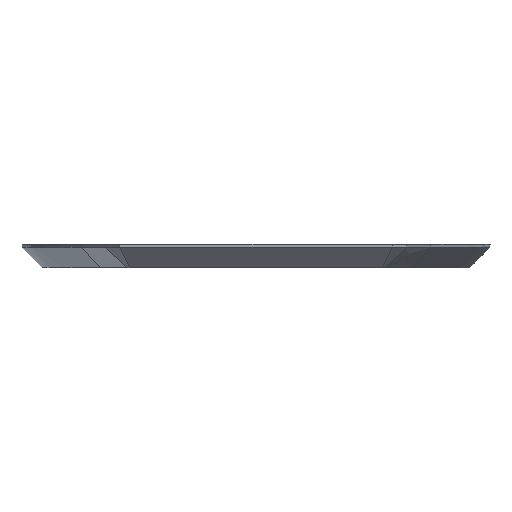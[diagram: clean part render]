
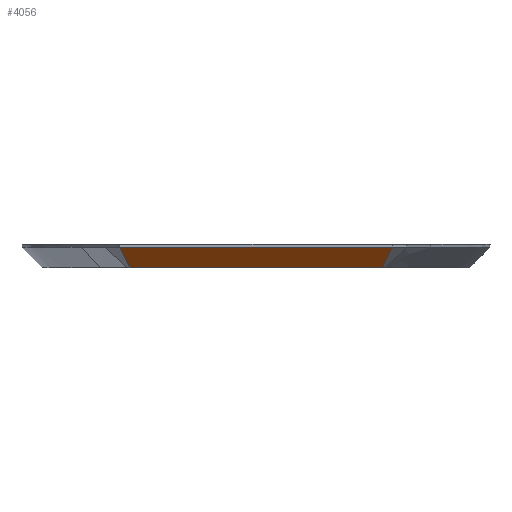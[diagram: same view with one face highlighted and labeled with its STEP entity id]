
A CAD part, front view. The second image highlights one B-rep face of the part: STEP entity #4056.
In plain terms, the highlighted planar face has unit normal (0, -0.707, -0.707).
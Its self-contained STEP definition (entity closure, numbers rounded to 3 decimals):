
#380=PLANE('',#4232);
#579=FACE_OUTER_BOUND('',#826,.T.);
#826=EDGE_LOOP('',(#3773,#3774,#3775,#3776));
#1247=LINE('',#6990,#1678);
#1252=LINE('',#7136,#1683);
#1257=LINE('',#7342,#1688);
#1258=LINE('',#7384,#1689);
#1678=VECTOR('',#4908,10.);
#1683=VECTOR('',#4957,10.);
#1688=VECTOR('',#4966,10.);
#1689=VECTOR('',#4969,10.);
#2071=VERTEX_POINT('',#6987);
#2072=VERTEX_POINT('',#6989);
#2101=VERTEX_POINT('',#7134);
#2108=VERTEX_POINT('',#7340);
#2624=EDGE_CURVE('',#2072,#2071,#1247,.T.);
#2655=EDGE_CURVE('',#2071,#2101,#1252,.T.);
#2668=EDGE_CURVE('',#2072,#2108,#1257,.T.);
#2671=EDGE_CURVE('',#2101,#2108,#1258,.T.);
#3773=ORIENTED_EDGE('',*,*,#2671,.T.);
#3774=ORIENTED_EDGE('',*,*,#2668,.F.);
#3775=ORIENTED_EDGE('',*,*,#2624,.T.);
#3776=ORIENTED_EDGE('',*,*,#2655,.T.);
#4056=ADVANCED_FACE('',(#579),#380,.T.);
#4232=AXIS2_PLACEMENT_3D('',#7383,#4967,#4968);
#4908=DIRECTION('',(1.,0.,0.));
#4957=DIRECTION('',(0.338,-0.665,0.665));
#4966=DIRECTION('',(-0.338,-0.665,0.665));
#4967=DIRECTION('center_axis',(0.,-0.707,-0.707));
#4968=DIRECTION('ref_axis',(-1.,0.,0.));
#4969=DIRECTION('',(-1.,0.,0.));
#6987=CARTESIAN_POINT('',(21.619,-99.5,-44.));
#6989=CARTESIAN_POINT('',(-21.619,-99.5,-44.));
#6990=CARTESIAN_POINT('',(11.7,-99.5,-44.));
#7134=CARTESIAN_POINT('',(23.4,-103.,-40.5));
#7136=CARTESIAN_POINT('',(21.619,-99.5,-44.));
#7340=CARTESIAN_POINT('',(-23.4,-103.,-40.5));
#7342=CARTESIAN_POINT('',(-21.619,-99.5,-44.));
#7383=CARTESIAN_POINT('Origin',(11.7,-101.25,-42.25));
#7384=CARTESIAN_POINT('',(11.7,-103.,-40.5));
